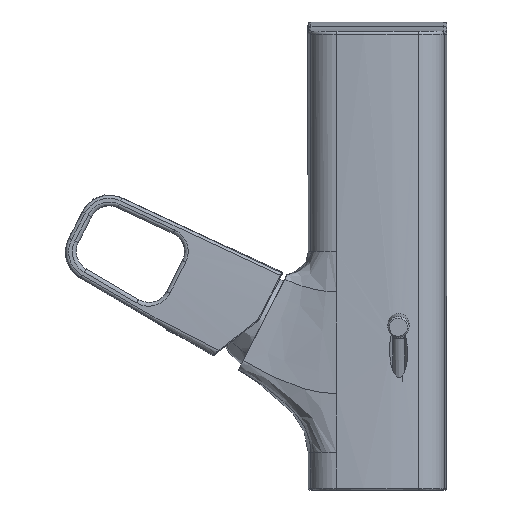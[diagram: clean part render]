
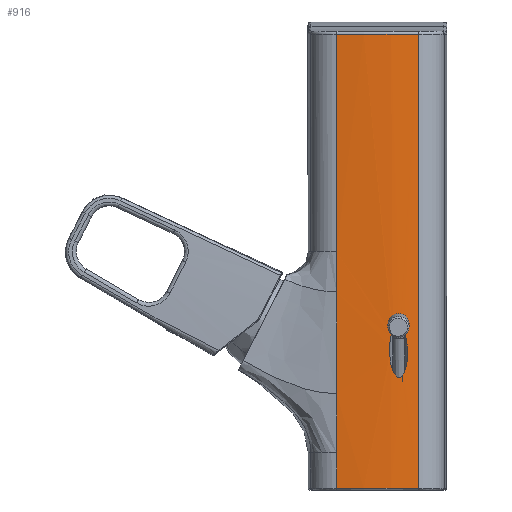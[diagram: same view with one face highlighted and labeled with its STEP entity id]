
A CAD part, left-side view. The second image highlights one B-rep face of the part: STEP entity #916.
In plain terms, the highlighted cylindrical face has radius 100 mm (diameter 200 mm), a partial arc.
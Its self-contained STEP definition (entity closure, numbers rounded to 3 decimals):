
#311=CARTESIAN_POINT(' ',(77.,0.,76.61));
#316=DIRECTION(' ',(0.,0.,1.));
#321=DIRECTION(' ',(-0.991,0.135,0.));
#326=AXIS2_PLACEMENT_3D(' ',#311,#316,#321);
#331=CYLINDRICAL_SURFACE(' ',#326,100.);
#336=CARTESIAN_POINT(' ',(-22.081,13.526,79.03));
#341=DIRECTION(' ',(0.,0.,1.));
#346=VECTOR(' ',#341,1.);
#351=LINE('',#336,#346);
#356=CARTESIAN_POINT(' ',(-22.081,13.526,79.03));
#357=VERTEX_POINT(' ',#356);
#361=CARTESIAN_POINT(' ',(-22.081,13.526,151.));
#362=VERTEX_POINT(' ',#361);
#366=EDGE_CURVE(' ',#357,#362,#351,.T.);
#371=ORIENTED_EDGE(' ',*,*,#366,.F.);
#376=CARTESIAN_POINT(' ',(-22.081,13.526,79.03));
#381=DIRECTION(' ',(0.,0.,-1.));
#386=VECTOR(' ',#381,1.);
#391=LINE('',#376,#386);
#396=CARTESIAN_POINT(' ',(-22.081,13.526,65.67));
#397=VERTEX_POINT(' ',#396);
#401=EDGE_CURVE(' ',#357,#397,#391,.T.);
#406=ORIENTED_EDGE(' ',*,*,#401,.T.);
#411=CARTESIAN_POINT(' ',(-22.081,13.526,65.67));
#416=DIRECTION(' ',(0.,0.,-1.));
#421=VECTOR(' ',#416,1.);
#426=LINE('',#411,#421);
#431=CARTESIAN_POINT(' ',(-22.081,13.526,31.907));
#432=VERTEX_POINT(' ',#431);
#436=EDGE_CURVE(' ',#397,#432,#426,.T.);
#441=ORIENTED_EDGE(' ',*,*,#436,.T.);
#446=CARTESIAN_POINT(' ',(-22.081,13.526,31.907));
#451=DIRECTION(' ',(0.,0.,-1.));
#456=VECTOR(' ',#451,1.);
#461=LINE('',#446,#456);
#466=CARTESIAN_POINT(' ',(-22.081,13.526,12.389));
#467=VERTEX_POINT(' ',#466);
#471=EDGE_CURVE(' ',#432,#467,#461,.T.);
#476=ORIENTED_EDGE(' ',*,*,#471,.T.);
#481=CARTESIAN_POINT(' ',(-22.081,13.526,0.5));
#486=DIRECTION(' ',(0.,0.,1.));
#491=VECTOR(' ',#486,1.);
#496=LINE('',#481,#491);
#501=CARTESIAN_POINT(' ',(-22.081,13.526,0.5));
#502=VERTEX_POINT(' ',#501);
#506=EDGE_CURVE(' ',#502,#467,#496,.T.);
#511=ORIENTED_EDGE(' ',*,*,#506,.F.);
#516=CARTESIAN_POINT(' ',(77.077,0.,0.5));
#521=DIRECTION(' ',(0.,0.,1.));
#526=DIRECTION(' ',(-0.991,0.135,0.));
#531=AXIS2_PLACEMENT_3D(' ',#516,#521,#526);
#536=CIRCLE('',#531,100.076);
#541=CARTESIAN_POINT(' ',(-22.081,-13.526,0.5));
#542=VERTEX_POINT(' ',#541);
#546=EDGE_CURVE(' ',#502,#542,#536,.T.);
#551=ORIENTED_EDGE(' ',*,*,#546,.T.);
#556=CARTESIAN_POINT(' ',(-22.081,-13.526,0.5));
#561=DIRECTION(' ',(0.,0.,1.));
#566=VECTOR(' ',#561,1.);
#571=LINE('',#556,#566);
#576=CARTESIAN_POINT(' ',(-22.081,-13.526,151.));
#577=VERTEX_POINT(' ',#576);
#581=EDGE_CURVE(' ',#542,#577,#571,.T.);
#586=ORIENTED_EDGE(' ',*,*,#581,.T.);
#591=CARTESIAN_POINT(' ',(77.077,0.,151.));
#596=DIRECTION(' ',(-0.,0.,1.));
#601=DIRECTION(' ',(-0.991,0.135,0.));
#606=AXIS2_PLACEMENT_3D(' ',#591,#596,#601);
#611=CIRCLE('',#606,100.076);
#616=EDGE_CURVE(' ',#362,#577,#611,.T.);
#621=ORIENTED_EDGE(' ',*,*,#616,.F.);
#626=EDGE_LOOP(' ',(#371,#406,#441,#476,#511,#551,#586,#621));
#631=FACE_OUTER_BOUND(' ',#626,.T.);
#636=CARTESIAN_POINT(' ',(-22.845,-5.562,53.979));
#641=CARTESIAN_POINT(' ',(-22.83,-5.833,54.372));
#646=CARTESIAN_POINT(' ',(-22.807,-6.226,54.766));
#651=CARTESIAN_POINT(' ',(-22.751,-7.067,54.857));
#656=CARTESIAN_POINT(' ',(-22.727,-7.384,54.686));
#661=CARTESIAN_POINT(' ',(-22.683,-7.962,54.207));
#666=CARTESIAN_POINT(' ',(-22.66,-8.24,53.799));
#671=CARTESIAN_POINT(' ',(-22.622,-8.693,52.947));
#676=CARTESIAN_POINT(' ',(-22.607,-8.858,52.536));
#681=CARTESIAN_POINT(' ',(-22.551,-9.474,50.778));
#686=CARTESIAN_POINT(' ',(-22.523,-9.751,49.185));
#691=CARTESIAN_POINT(' ',(-22.504,-9.944,47.145));
#696=CARTESIAN_POINT(' ',(-22.501,-9.98,46.522));
#701=CARTESIAN_POINT(' ',(-22.498,-10.007,45.22));
#706=CARTESIAN_POINT(' ',(-22.5,-9.997,44.551));
#711=CARTESIAN_POINT(' ',(-22.507,-9.92,43.217));
#716=CARTESIAN_POINT(' ',(-22.514,-9.852,42.552));
#721=CARTESIAN_POINT(' ',(-22.533,-9.653,41.264));
#726=CARTESIAN_POINT(' ',(-22.545,-9.526,40.655));
#731=CARTESIAN_POINT(' ',(-22.578,-9.176,39.456));
#736=CARTESIAN_POINT(' ',(-22.601,-8.929,38.792));
#741=CARTESIAN_POINT(' ',(-22.635,-8.541,38.176));
#746=CARTESIAN_POINT(' ',(-22.639,-8.491,38.101));
#751=CARTESIAN_POINT(' ',(-22.643,-8.438,38.03));
#756=B_SPLINE_CURVE_WITH_KNOTS('',3,(#636,#641,#646,#651,#656,#661,#666,#671,#676,#681,#686,#691,#696,#701,#706,#711,#716,#721,#726,#731,#736,#741,#746,#751),.UNSPECIFIED.,.F.,.U.,(4,2,2,2,2,2,2,2,2,2,2,4),(0.,0.064,0.113,0.184,0.252,0.486,0.586,0.686,0.786,0.886,0.986,1.),.UNSPECIFIED.);
#761=CARTESIAN_POINT(' ',(-22.845,-5.562,53.979));
#762=VERTEX_POINT(' ',#761);
#766=CARTESIAN_POINT(' ',(-22.643,-8.438,38.03));
#767=VERTEX_POINT(' ',#766);
#771=EDGE_CURVE(' ',#762,#767,#756,.T.);
#776=ORIENTED_EDGE(' ',*,*,#771,.T.);
#781=CARTESIAN_POINT(' ',(-22.643,-8.438,38.03));
#786=CARTESIAN_POINT(' ',(-22.671,-8.106,37.576));
#791=CARTESIAN_POINT(' ',(-22.714,-7.583,37.101));
#796=CARTESIAN_POINT(' ',(-22.779,-6.647,37.354));
#801=CARTESIAN_POINT(' ',(-22.793,-6.433,37.506));
#806=CARTESIAN_POINT(' ',(-22.835,-5.761,38.135));
#811=CARTESIAN_POINT(' ',(-22.855,-5.396,38.836));
#816=CARTESIAN_POINT(' ',(-22.88,-4.897,40.055));
#821=CARTESIAN_POINT(' ',(-22.889,-4.719,40.652));
#826=CARTESIAN_POINT(' ',(-22.908,-4.3,42.407));
#831=CARTESIAN_POINT(' ',(-22.914,-4.147,43.542));
#836=CARTESIAN_POINT(' ',(-22.919,-4.022,45.258));
#841=CARTESIAN_POINT(' ',(-22.92,-3.998,45.915));
#846=CARTESIAN_POINT(' ',(-22.92,-4.004,47.542));
#851=CARTESIAN_POINT(' ',(-22.918,-4.061,48.524));
#856=CARTESIAN_POINT(' ',(-22.908,-4.282,50.265));
#861=CARTESIAN_POINT(' ',(-22.903,-4.416,51.005));
#866=CARTESIAN_POINT(' ',(-22.885,-4.79,52.38));
#871=CARTESIAN_POINT(' ',(-22.874,-5.03,53.071));
#876=CARTESIAN_POINT(' ',(-22.853,-5.42,53.762));
#881=CARTESIAN_POINT(' ',(-22.849,-5.489,53.874));
#886=CARTESIAN_POINT(' ',(-22.845,-5.562,53.979));
#891=B_SPLINE_CURVE_WITH_KNOTS('',3,(#781,#786,#791,#796,#801,#806,#811,#816,#821,#826,#831,#836,#841,#846,#851,#856,#861,#866,#871,#876,#881,#886),.UNSPECIFIED.,.F.,.U.,(4,2,2,2,2,2,2,2,2,2,4),(0.,0.1,0.141,0.243,0.343,0.516,0.616,0.76,0.88,0.98,1.),.UNSPECIFIED.);
#896=EDGE_CURVE(' ',#767,#762,#891,.T.);
#901=ORIENTED_EDGE(' ',*,*,#896,.T.);
#906=EDGE_LOOP(' ',(#776,#901));
#911=FACE_BOUND(' ',#906,.T.);
#916=ADVANCED_FACE('',(#631,#911),#331,.T.);
